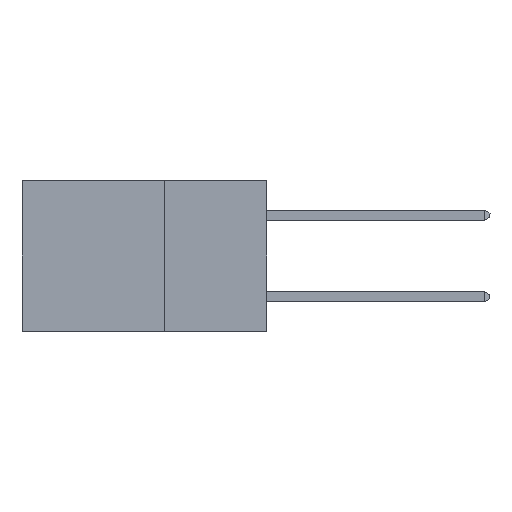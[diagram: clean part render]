
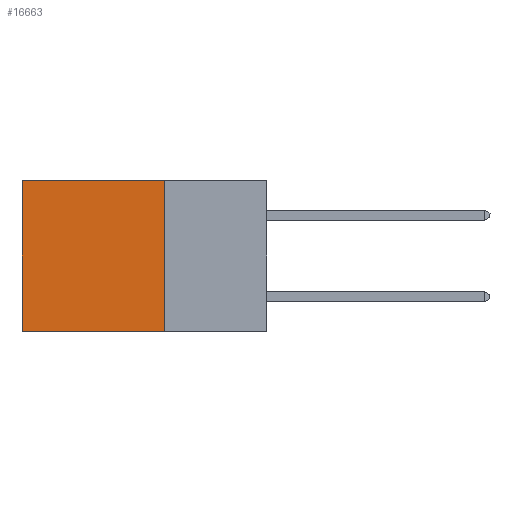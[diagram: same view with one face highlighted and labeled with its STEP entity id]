
A CAD part, left-side view. The second image highlights one B-rep face of the part: STEP entity #16663.
In plain terms, the highlighted planar face has unit normal (-1, 0, 0).
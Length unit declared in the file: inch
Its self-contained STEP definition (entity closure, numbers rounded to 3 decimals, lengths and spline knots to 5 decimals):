
#1467 = DIRECTION ( 'NONE',  ( 0., 0., -1. ) ) ;
#1510 = CARTESIAN_POINT ( 'NONE',  ( 0.2875, 0.25, 0. ) ) ;
#2387 = ORIENTED_EDGE ( 'NONE', *, *, #15441, .F. ) ;
#3358 = DIRECTION ( 'NONE',  ( 0., 0., -1. ) ) ;
#3377 = CARTESIAN_POINT ( 'NONE',  ( 0.2875, 0.6, -0.37 ) ) ;
#3407 = VECTOR ( 'NONE', #18945, 39.37008 ) ;
#3467 = VERTEX_POINT ( 'NONE', #19535 ) ;
#4003 = ORIENTED_EDGE ( 'NONE', *, *, #20254, .T. ) ;
#4344 = CARTESIAN_POINT ( 'NONE',  ( 0.2875, 0.25, -0.37 ) ) ;
#5566 = CARTESIAN_POINT ( 'NONE',  ( 0.2875, 0.6, 0. ) ) ;
#6780 = ORIENTED_EDGE ( 'NONE', *, *, #11068, .F. ) ;
#6945 = CARTESIAN_POINT ( 'NONE',  ( 0.2875, 0.25, 0. ) ) ;
#7033 = PLANE ( 'NONE',  #14911 ) ;
#7048 = LINE ( 'NONE', #22207, #10543 ) ;
#7542 = LINE ( 'NONE', #6945, #3407 ) ;
#8789 = DIRECTION ( 'NONE',  ( 1., 0., 0. ) ) ;
#9010 = EDGE_CURVE ( 'NONE', #11243, #12459, #7048, .T. ) ;
#9760 = VECTOR ( 'NONE', #14740, 39.37008 ) ;
#10543 = VECTOR ( 'NONE', #1467, 39.37008 ) ;
#11068 = EDGE_CURVE ( 'NONE', #3467, #14745, #18180, .T. ) ;
#11243 = VERTEX_POINT ( 'NONE', #5566 ) ;
#12459 = VERTEX_POINT ( 'NONE', #3377 ) ;
#13356 = FACE_OUTER_BOUND ( 'NONE', #16623, .T. ) ;
#13691 = VECTOR ( 'NONE', #3358, 39.37008 ) ;
#14740 = DIRECTION ( 'NONE',  ( 0., 1., 0. ) ) ;
#14745 = VERTEX_POINT ( 'NONE', #19885 ) ;
#14911 = AXIS2_PLACEMENT_3D ( 'NONE', #15599, #8789, #20739 ) ;
#15441 = EDGE_CURVE ( 'NONE', #14745, #12459, #18296, .T. ) ;
#15599 = CARTESIAN_POINT ( 'NONE',  ( 0.2875, 0.25, 0. ) ) ;
#16623 = EDGE_LOOP ( 'NONE', ( #22440, #2387, #6780, #4003 ) ) ;
#16663 = ADVANCED_FACE ( 'NONE', ( #13356 ), #7033, .F. ) ;
#18180 = LINE ( 'NONE', #1510, #13691 ) ;
#18296 = LINE ( 'NONE', #4344, #9760 ) ;
#18945 = DIRECTION ( 'NONE',  ( 0., 1., 0. ) ) ;
#19535 = CARTESIAN_POINT ( 'NONE',  ( 0.2875, 0.25, 0. ) ) ;
#19885 = CARTESIAN_POINT ( 'NONE',  ( 0.2875, 0.25, -0.37 ) ) ;
#20254 = EDGE_CURVE ( 'NONE', #3467, #11243, #7542, .T. ) ;
#20739 = DIRECTION ( 'NONE',  ( 0., 0., -1. ) ) ;
#22207 = CARTESIAN_POINT ( 'NONE',  ( 0.2875, 0.6, 0. ) ) ;
#22440 = ORIENTED_EDGE ( 'NONE', *, *, #9010, .T. ) ;
